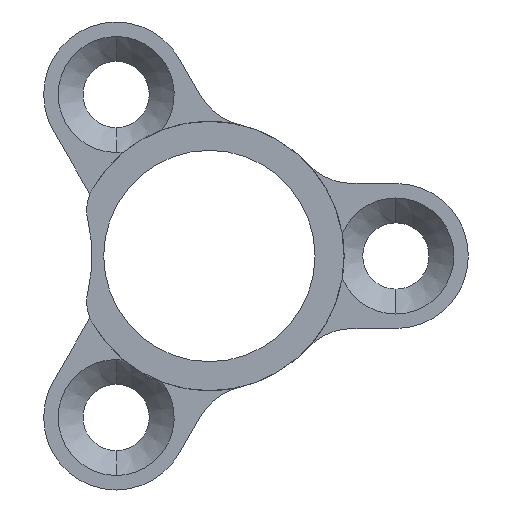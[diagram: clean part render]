
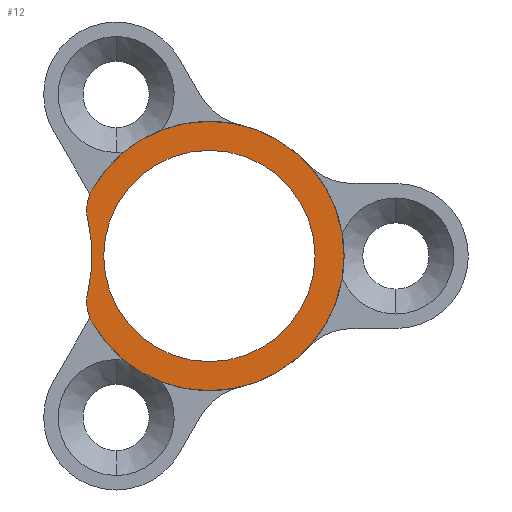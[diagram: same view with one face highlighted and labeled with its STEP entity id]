
A CAD part, front view. The second image highlights one B-rep face of the part: STEP entity #12.
In plain terms, the highlighted planar face has unit normal (0, -1, 0).
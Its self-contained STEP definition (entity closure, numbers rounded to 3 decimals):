
#12 = ADVANCED_FACE ( 'NONE', ( #1086, #1197 ), #501, .F. ) ;
#19 = AXIS2_PLACEMENT_3D ( 'NONE', #1003, #80, #1106 ) ;
#67 = EDGE_CURVE ( 'NONE', #1487, #906, #180, .T. ) ;
#70 = CIRCLE ( 'NONE', #534, 5.1 ) ;
#80 = DIRECTION ( 'NONE',  ( 0., 1., 0. ) ) ;
#99 = CARTESIAN_POINT ( 'NONE',  ( -3.033, 0., 1.747 ) ) ;
#111 = ORIENTED_EDGE ( 'NONE', *, *, #1016, .T. ) ;
#112 = DIRECTION ( 'NONE',  ( 0., 0., 1. ) ) ;
#119 = CARTESIAN_POINT ( 'NONE',  ( -5.864, 0., -1.701 ) ) ;
#133 = DIRECTION ( 'NONE',  ( 0., -1., 0. ) ) ;
#134 = EDGE_CURVE ( 'NONE', #605, #869, #600, .T. ) ;
#136 = CARTESIAN_POINT ( 'NONE',  ( 0., 0., 0. ) ) ;
#140 = CIRCLE ( 'NONE', #1426, 3. ) ;
#164 = EDGE_CURVE ( 'NONE', #869, #605, #70, .T. ) ;
#168 = DIRECTION ( 'NONE',  ( 0., 1., 0. ) ) ;
#180 = CIRCLE ( 'NONE', #629, 6.85 ) ;
#187 = EDGE_LOOP ( 'NONE', ( #216, #324 ) ) ;
#208 = CIRCLE ( 'NONE', #1269, 6.5 ) ;
#216 = ORIENTED_EDGE ( 'NONE', *, *, #164, .T. ) ;
#235 = VERTEX_POINT ( 'NONE', #772 ) ;
#243 = EDGE_CURVE ( 'NONE', #481, #235, #436, .T. ) ;
#266 = CIRCLE ( 'NONE', #971, 2. ) ;
#291 = DIRECTION ( 'NONE',  ( 0., 0., 1. ) ) ;
#301 = EDGE_CURVE ( 'NONE', #1259, #328, #140, .T. ) ;
#307 = EDGE_LOOP ( 'NONE', ( #1010, #387, #111, #925, #624, #416, #1310, #308 ) ) ;
#308 = ORIENTED_EDGE ( 'NONE', *, *, #243, .F. ) ;
#324 = ORIENTED_EDGE ( 'NONE', *, *, #134, .T. ) ;
#328 = VERTEX_POINT ( 'NONE', #1018 ) ;
#354 = DIRECTION ( 'NONE',  ( 0., 1., 0. ) ) ;
#381 = DIRECTION ( 'NONE',  ( 0., 0., 1. ) ) ;
#387 = ORIENTED_EDGE ( 'NONE', *, *, #720, .T. ) ;
#416 = ORIENTED_EDGE ( 'NONE', *, *, #301, .T. ) ;
#436 = CIRCLE ( 'NONE', #677, 6.5 ) ;
#439 = CARTESIAN_POINT ( 'NONE',  ( -3.033, 0., -1.747 ) ) ;
#454 = CARTESIAN_POINT ( 'NONE',  ( 0., 0., 0. ) ) ;
#470 = CARTESIAN_POINT ( 'NONE',  ( -3.927, 0., 2.197 ) ) ;
#478 = AXIS2_PLACEMENT_3D ( 'NONE', #136, #523, #291 ) ;
#481 = VERTEX_POINT ( 'NONE', #488 ) ;
#488 = CARTESIAN_POINT ( 'NONE',  ( 0., 0., 6.5 ) ) ;
#497 = VERTEX_POINT ( 'NONE', #1411 ) ;
#501 = PLANE ( 'NONE',  #478 ) ;
#523 = DIRECTION ( 'NONE',  ( 0., 1., 0. ) ) ;
#534 = AXIS2_PLACEMENT_3D ( 'NONE', #649, #1111, #1338 ) ;
#600 = CIRCLE ( 'NONE', #19, 5.1 ) ;
#605 = VERTEX_POINT ( 'NONE', #621 ) ;
#621 = CARTESIAN_POINT ( 'NONE',  ( 0., 0., 5.1 ) ) ;
#624 = ORIENTED_EDGE ( 'NONE', *, *, #1035, .T. ) ;
#629 = AXIS2_PLACEMENT_3D ( 'NONE', #1207, #168, #867 ) ;
#649 = CARTESIAN_POINT ( 'NONE',  ( 0., 0., 0. ) ) ;
#677 = AXIS2_PLACEMENT_3D ( 'NONE', #454, #785, #1360 ) ;
#685 = DIRECTION ( 'NONE',  ( 0., 1., 0. ) ) ;
#720 = EDGE_CURVE ( 'NONE', #883, #497, #1388, .T. ) ;
#772 = CARTESIAN_POINT ( 'NONE',  ( 0., 0., -6.5 ) ) ;
#776 = DIRECTION ( 'NONE',  ( 0., -1., 0. ) ) ;
#785 = DIRECTION ( 'NONE',  ( 0., 1., 0. ) ) ;
#794 = DIRECTION ( 'NONE',  ( 0., 0., 1. ) ) ;
#867 = DIRECTION ( 'NONE',  ( 0., 0., 1. ) ) ;
#868 = EDGE_CURVE ( 'NONE', #235, #328, #1229, .T. ) ;
#869 = VERTEX_POINT ( 'NONE', #1478 ) ;
#883 = VERTEX_POINT ( 'NONE', #928 ) ;
#906 = VERTEX_POINT ( 'NONE', #119 ) ;
#925 = ORIENTED_EDGE ( 'NONE', *, *, #67, .T. ) ;
#928 = CARTESIAN_POINT ( 'NONE',  ( -5.632, 0., 3.245 ) ) ;
#939 = DIRECTION ( 'NONE',  ( 0., -1., 0. ) ) ;
#971 = AXIS2_PLACEMENT_3D ( 'NONE', #470, #133, #381 ) ;
#1003 = CARTESIAN_POINT ( 'NONE',  ( 0., 0., 0. ) ) ;
#1009 = AXIS2_PLACEMENT_3D ( 'NONE', #1158, #939, #1279 ) ;
#1010 = ORIENTED_EDGE ( 'NONE', *, *, #1409, .F. ) ;
#1016 = EDGE_CURVE ( 'NONE', #497, #1487, #266, .T. ) ;
#1018 = CARTESIAN_POINT ( 'NONE',  ( -5.632, 0., -3.245 ) ) ;
#1035 = EDGE_CURVE ( 'NONE', #906, #1259, #1305, .T. ) ;
#1044 = AXIS2_PLACEMENT_3D ( 'NONE', #1486, #354, #794 ) ;
#1048 = CARTESIAN_POINT ( 'NONE',  ( 0., 0., 0. ) ) ;
#1086 = FACE_BOUND ( 'NONE', #187, .T. ) ;
#1106 = DIRECTION ( 'NONE',  ( 0., 0., 1. ) ) ;
#1111 = DIRECTION ( 'NONE',  ( 0., 1., 0. ) ) ;
#1128 = DIRECTION ( 'NONE',  ( 0., -1., 0. ) ) ;
#1158 = CARTESIAN_POINT ( 'NONE',  ( -3.927, 0., -2.197 ) ) ;
#1197 = FACE_OUTER_BOUND ( 'NONE', #307, .T. ) ;
#1207 = CARTESIAN_POINT ( 'NONE',  ( -12.5, 0., 0. ) ) ;
#1229 = CIRCLE ( 'NONE', #1044, 6.5 ) ;
#1255 = CARTESIAN_POINT ( 'NONE',  ( -5.864, 0., 1.701 ) ) ;
#1259 = VERTEX_POINT ( 'NONE', #1451 ) ;
#1269 = AXIS2_PLACEMENT_3D ( 'NONE', #1048, #685, #1489 ) ;
#1279 = DIRECTION ( 'NONE',  ( 0., 0., 1. ) ) ;
#1305 = CIRCLE ( 'NONE', #1009, 2. ) ;
#1310 = ORIENTED_EDGE ( 'NONE', *, *, #868, .F. ) ;
#1338 = DIRECTION ( 'NONE',  ( 0., 0., 1. ) ) ;
#1356 = AXIS2_PLACEMENT_3D ( 'NONE', #99, #776, #1464 ) ;
#1360 = DIRECTION ( 'NONE',  ( 0., 0., 1. ) ) ;
#1388 = CIRCLE ( 'NONE', #1356, 3. ) ;
#1409 = EDGE_CURVE ( 'NONE', #883, #481, #208, .T. ) ;
#1411 = CARTESIAN_POINT ( 'NONE',  ( -5.765, 0., 2.986 ) ) ;
#1426 = AXIS2_PLACEMENT_3D ( 'NONE', #439, #1128, #112 ) ;
#1451 = CARTESIAN_POINT ( 'NONE',  ( -5.765, 0., -2.986 ) ) ;
#1464 = DIRECTION ( 'NONE',  ( 0., 0., 1. ) ) ;
#1478 = CARTESIAN_POINT ( 'NONE',  ( 0., 0., -5.1 ) ) ;
#1486 = CARTESIAN_POINT ( 'NONE',  ( 0., 0., 0. ) ) ;
#1487 = VERTEX_POINT ( 'NONE', #1255 ) ;
#1489 = DIRECTION ( 'NONE',  ( 0., 0., 1. ) ) ;
